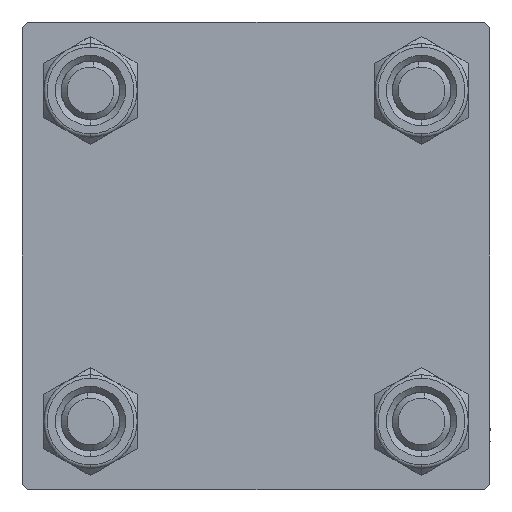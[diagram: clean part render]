
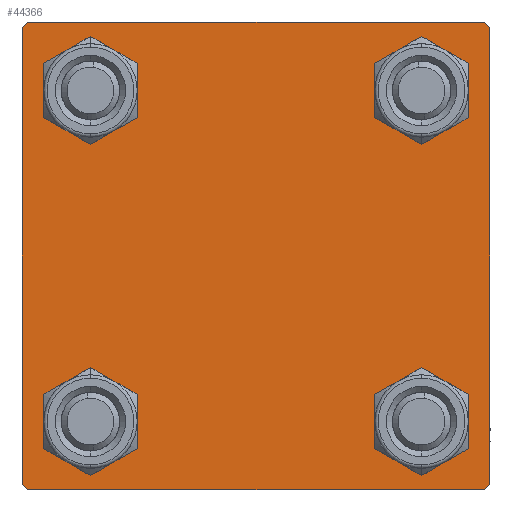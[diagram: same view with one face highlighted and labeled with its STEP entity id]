
A CAD part, left-side view. The second image highlights one B-rep face of the part: STEP entity #44366.
In plain terms, the highlighted planar face has unit normal (-1, 0, 0).
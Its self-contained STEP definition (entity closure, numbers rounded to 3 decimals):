
#351 = CARTESIAN_POINT ( 'NONE',  ( 0., -20., 20. ) ) ;
#397 = CARTESIAN_POINT ( 'NONE',  ( 0., -19.5, 20. ) ) ;
#438 = CARTESIAN_POINT ( 'NONE',  ( 0., -20., 19.5 ) ) ;
#657 = DIRECTION ( 'NONE',  ( 0., -1., 0. ) ) ;
#992 = AXIS2_PLACEMENT_3D ( 'NONE', #49171, #38250, #33433 ) ;
#1406 = EDGE_CURVE ( 'NONE', #11655, #1595, #29507, .T. ) ;
#1435 = PLANE ( 'NONE',  #9898 ) ;
#1485 = VECTOR ( 'NONE', #47795, 1000. ) ;
#1595 = VERTEX_POINT ( 'NONE', #47745 ) ;
#1692 = DIRECTION ( 'NONE',  ( -1., 0., 0. ) ) ;
#2112 = DIRECTION ( 'NONE',  ( 0., 0., 1. ) ) ;
#3388 = DIRECTION ( 'NONE',  ( 0., -0.707, 0.707 ) ) ;
#3457 = EDGE_CURVE ( 'NONE', #16220, #44168, #26662, .T. ) ;
#3689 = VECTOR ( 'NONE', #43274, 1000. ) ;
#4856 = DIRECTION ( 'NONE',  ( 0., 0., 1. ) ) ;
#5235 = CARTESIAN_POINT ( 'NONE',  ( 0., -14.15, 11.15 ) ) ;
#5257 = EDGE_CURVE ( 'NONE', #15120, #28860, #25088, .T. ) ;
#5993 = FACE_BOUND ( 'NONE', #13746, .T. ) ;
#6019 = CIRCLE ( 'NONE', #13326, 3. ) ;
#6462 = AXIS2_PLACEMENT_3D ( 'NONE', #34283, #42219, #50027 ) ;
#6559 = CARTESIAN_POINT ( 'NONE',  ( 0., 14.15, 11.15 ) ) ;
#7447 = EDGE_CURVE ( 'NONE', #40946, #15338, #33124, .T. ) ;
#7633 = CARTESIAN_POINT ( 'NONE',  ( 0., -19.5, -20. ) ) ;
#8459 = ORIENTED_EDGE ( 'NONE', *, *, #33521, .T. ) ;
#8700 = CARTESIAN_POINT ( 'NONE',  ( 0., -14.15, -11.15 ) ) ;
#9165 = DIRECTION ( 'NONE',  ( 0., 0., -1. ) ) ;
#9366 = ORIENTED_EDGE ( 'NONE', *, *, #19627, .F. ) ;
#9898 = AXIS2_PLACEMENT_3D ( 'NONE', #21008, #1692, #17201 ) ;
#9908 = VERTEX_POINT ( 'NONE', #438 ) ;
#10321 = ORIENTED_EDGE ( 'NONE', *, *, #11306, .T. ) ;
#10444 = DIRECTION ( 'NONE',  ( 0., 0., 1. ) ) ;
#11306 = EDGE_CURVE ( 'NONE', #43167, #31112, #24482, .T. ) ;
#11655 = VERTEX_POINT ( 'NONE', #28178 ) ;
#12249 = ORIENTED_EDGE ( 'NONE', *, *, #3457, .T. ) ;
#12398 = ORIENTED_EDGE ( 'NONE', *, *, #20370, .T. ) ;
#13326 = AXIS2_PLACEMENT_3D ( 'NONE', #14777, #33308, #22156 ) ;
#13746 = EDGE_LOOP ( 'NONE', ( #8459, #40954 ) ) ;
#14069 = CARTESIAN_POINT ( 'NONE',  ( 0., 14.15, 14.15 ) ) ;
#14406 = VECTOR ( 'NONE', #21397, 1000. ) ;
#14777 = CARTESIAN_POINT ( 'NONE',  ( 0., 14.15, -14.15 ) ) ;
#14996 = EDGE_LOOP ( 'NONE', ( #38578, #10321 ) ) ;
#15120 = VERTEX_POINT ( 'NONE', #5235 ) ;
#15338 = VERTEX_POINT ( 'NONE', #39718 ) ;
#16220 = VERTEX_POINT ( 'NONE', #43556 ) ;
#16294 = DIRECTION ( 'NONE',  ( 0., 0., 1. ) ) ;
#16551 = CARTESIAN_POINT ( 'NONE',  ( 0., 20., 20. ) ) ;
#16578 = ORIENTED_EDGE ( 'NONE', *, *, #7447, .T. ) ;
#16711 = FACE_BOUND ( 'NONE', #25277, .T. ) ;
#16828 = LINE ( 'NONE', #27763, #1485 ) ;
#17201 = DIRECTION ( 'NONE',  ( 0., 0., 1. ) ) ;
#17416 = EDGE_CURVE ( 'NONE', #44168, #16220, #6019, .T. ) ;
#18057 = ORIENTED_EDGE ( 'NONE', *, *, #24424, .F. ) ;
#18114 = CIRCLE ( 'NONE', #39167, 3. ) ;
#18974 = CARTESIAN_POINT ( 'NONE',  ( 0., -14.15, 14.15 ) ) ;
#19476 = DIRECTION ( 'NONE',  ( 1., 0., 0. ) ) ;
#19627 = EDGE_CURVE ( 'NONE', #9908, #20702, #47812, .T. ) ;
#20370 = EDGE_CURVE ( 'NONE', #1595, #25979, #32138, .T. ) ;
#20613 = LINE ( 'NONE', #16551, #37830 ) ;
#20621 = DIRECTION ( 'NONE',  ( 1., 0., 0. ) ) ;
#20702 = VERTEX_POINT ( 'NONE', #31338 ) ;
#21008 = CARTESIAN_POINT ( 'NONE',  ( 0., 0., 0. ) ) ;
#21397 = DIRECTION ( 'NONE',  ( 0., -0.707, -0.707 ) ) ;
#21510 = FACE_OUTER_BOUND ( 'NONE', #34356, .T. ) ;
#22156 = DIRECTION ( 'NONE',  ( 0., 0., 1. ) ) ;
#22919 = CIRCLE ( 'NONE', #992, 3. ) ;
#23402 = EDGE_CURVE ( 'NONE', #38604, #48367, #28841, .T. ) ;
#23665 = CARTESIAN_POINT ( 'NONE',  ( 0., 14.15, 14.15 ) ) ;
#24424 = EDGE_CURVE ( 'NONE', #40946, #48895, #24945, .T. ) ;
#24482 = CIRCLE ( 'NONE', #37449, 3. ) ;
#24579 = FACE_BOUND ( 'NONE', #14996, .T. ) ;
#24778 = CARTESIAN_POINT ( 'NONE',  ( 0., 19.75, 19.75 ) ) ;
#24945 = LINE ( 'NONE', #47066, #49952 ) ;
#25027 = EDGE_LOOP ( 'NONE', ( #50147, #41882 ) ) ;
#25088 = CIRCLE ( 'NONE', #43768, 3. ) ;
#25277 = EDGE_LOOP ( 'NONE', ( #12249, #45359 ) ) ;
#25450 = EDGE_CURVE ( 'NONE', #15338, #11655, #20613, .T. ) ;
#25834 = VECTOR ( 'NONE', #3388, 1000. ) ;
#25979 = VERTEX_POINT ( 'NONE', #7633 ) ;
#26662 = CIRCLE ( 'NONE', #33122, 3. ) ;
#27215 = ORIENTED_EDGE ( 'NONE', *, *, #25450, .T. ) ;
#27387 = CARTESIAN_POINT ( 'NONE',  ( 0., 14.15, -17.15 ) ) ;
#27763 = CARTESIAN_POINT ( 'NONE',  ( 0., -19.75, 19.75 ) ) ;
#28178 = CARTESIAN_POINT ( 'NONE',  ( 0., 20., -19.5 ) ) ;
#28687 = CARTESIAN_POINT ( 'NONE',  ( 0., 19.5, 20. ) ) ;
#28752 = DIRECTION ( 'NONE',  ( 0., -1., 0. ) ) ;
#28841 = CIRCLE ( 'NONE', #37757, 3. ) ;
#28860 = VERTEX_POINT ( 'NONE', #29090 ) ;
#29090 = CARTESIAN_POINT ( 'NONE',  ( 0., -14.15, 17.15 ) ) ;
#29507 = LINE ( 'NONE', #48810, #14406 ) ;
#30314 = CARTESIAN_POINT ( 'NONE',  ( 0., 14.15, 17.15 ) ) ;
#31091 = EDGE_CURVE ( 'NONE', #25979, #20702, #35143, .T. ) ;
#31112 = VERTEX_POINT ( 'NONE', #30314 ) ;
#31246 = EDGE_CURVE ( 'NONE', #9908, #48895, #16828, .T. ) ;
#31338 = CARTESIAN_POINT ( 'NONE',  ( 0., -20., -19.5 ) ) ;
#32138 = LINE ( 'NONE', #35467, #46706 ) ;
#33122 = AXIS2_PLACEMENT_3D ( 'NONE', #36085, #20621, #4856 ) ;
#33124 = LINE ( 'NONE', #24778, #38978 ) ;
#33308 = DIRECTION ( 'NONE',  ( 1., 0., 0. ) ) ;
#33433 = DIRECTION ( 'NONE',  ( 0., 0., 1. ) ) ;
#33521 = EDGE_CURVE ( 'NONE', #48367, #38604, #48625, .T. ) ;
#34283 = CARTESIAN_POINT ( 'NONE',  ( 0., -14.15, -14.15 ) ) ;
#34356 = EDGE_LOOP ( 'NONE', ( #27215, #40301, #12398, #47693, #9366, #41765, #18057, #16578 ) ) ;
#34572 = DIRECTION ( 'NONE',  ( 1., 0., 0. ) ) ;
#34955 = DIRECTION ( 'NONE',  ( 0., 0., 1. ) ) ;
#35143 = LINE ( 'NONE', #45803, #25834 ) ;
#35467 = CARTESIAN_POINT ( 'NONE',  ( 0., 20., -20. ) ) ;
#35963 = DIRECTION ( 'NONE',  ( 0., 0.707, -0.707 ) ) ;
#36085 = CARTESIAN_POINT ( 'NONE',  ( 0., 14.15, -14.15 ) ) ;
#36237 = FACE_BOUND ( 'NONE', #25027, .T. ) ;
#36903 = DIRECTION ( 'NONE',  ( 1., 0., 0. ) ) ;
#37449 = AXIS2_PLACEMENT_3D ( 'NONE', #14069, #36903, #2112 ) ;
#37757 = AXIS2_PLACEMENT_3D ( 'NONE', #46002, #34572, #10444 ) ;
#37830 = VECTOR ( 'NONE', #9165, 1000. ) ;
#38250 = DIRECTION ( 'NONE',  ( 1., 0., 0. ) ) ;
#38578 = ORIENTED_EDGE ( 'NONE', *, *, #45599, .T. ) ;
#38604 = VERTEX_POINT ( 'NONE', #46120 ) ;
#38978 = VECTOR ( 'NONE', #35963, 1000. ) ;
#39136 = DIRECTION ( 'NONE',  ( 1., 0., 0. ) ) ;
#39167 = AXIS2_PLACEMENT_3D ( 'NONE', #23665, #39136, #16294 ) ;
#39718 = CARTESIAN_POINT ( 'NONE',  ( 0., 20., 19.5 ) ) ;
#40301 = ORIENTED_EDGE ( 'NONE', *, *, #1406, .T. ) ;
#40946 = VERTEX_POINT ( 'NONE', #28687 ) ;
#40954 = ORIENTED_EDGE ( 'NONE', *, *, #23402, .T. ) ;
#41765 = ORIENTED_EDGE ( 'NONE', *, *, #31246, .T. ) ;
#41882 = ORIENTED_EDGE ( 'NONE', *, *, #5257, .T. ) ;
#42219 = DIRECTION ( 'NONE',  ( 1., 0., 0. ) ) ;
#43167 = VERTEX_POINT ( 'NONE', #6559 ) ;
#43274 = DIRECTION ( 'NONE',  ( 0., 0., -1. ) ) ;
#43556 = CARTESIAN_POINT ( 'NONE',  ( 0., 14.15, -11.15 ) ) ;
#43768 = AXIS2_PLACEMENT_3D ( 'NONE', #18974, #19476, #34955 ) ;
#44168 = VERTEX_POINT ( 'NONE', #27387 ) ;
#44366 = ADVANCED_FACE ( 'NONE', ( #36237, #5993, #16711, #24579, #21510 ), #1435, .T. ) ;
#44408 = EDGE_CURVE ( 'NONE', #28860, #15120, #22919, .T. ) ;
#45359 = ORIENTED_EDGE ( 'NONE', *, *, #17416, .T. ) ;
#45599 = EDGE_CURVE ( 'NONE', #31112, #43167, #18114, .T. ) ;
#45803 = CARTESIAN_POINT ( 'NONE',  ( 0., -19.75, -19.75 ) ) ;
#46002 = CARTESIAN_POINT ( 'NONE',  ( 0., -14.15, -14.15 ) ) ;
#46120 = CARTESIAN_POINT ( 'NONE',  ( 0., -14.15, -17.15 ) ) ;
#46706 = VECTOR ( 'NONE', #657, 1000. ) ;
#47066 = CARTESIAN_POINT ( 'NONE',  ( 0., 20., 20. ) ) ;
#47693 = ORIENTED_EDGE ( 'NONE', *, *, #31091, .T. ) ;
#47745 = CARTESIAN_POINT ( 'NONE',  ( 0., 19.5, -20. ) ) ;
#47795 = DIRECTION ( 'NONE',  ( 0., 0.707, 0.707 ) ) ;
#47812 = LINE ( 'NONE', #351, #3689 ) ;
#48367 = VERTEX_POINT ( 'NONE', #8700 ) ;
#48625 = CIRCLE ( 'NONE', #6462, 3. ) ;
#48810 = CARTESIAN_POINT ( 'NONE',  ( 0., 19.75, -19.75 ) ) ;
#48895 = VERTEX_POINT ( 'NONE', #397 ) ;
#49171 = CARTESIAN_POINT ( 'NONE',  ( 0., -14.15, 14.15 ) ) ;
#49952 = VECTOR ( 'NONE', #28752, 1000. ) ;
#50027 = DIRECTION ( 'NONE',  ( 0., 0., 1. ) ) ;
#50147 = ORIENTED_EDGE ( 'NONE', *, *, #44408, .T. ) ;
